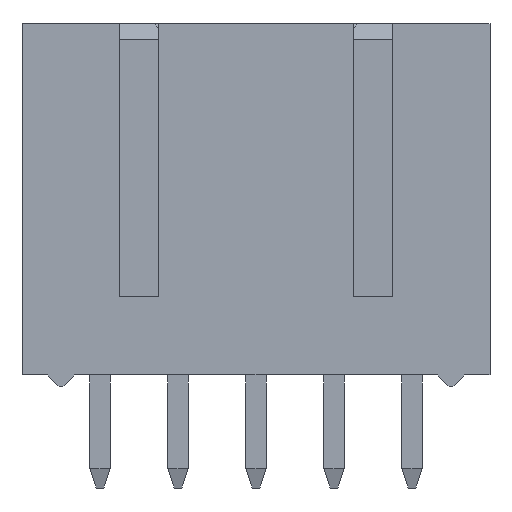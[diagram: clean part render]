
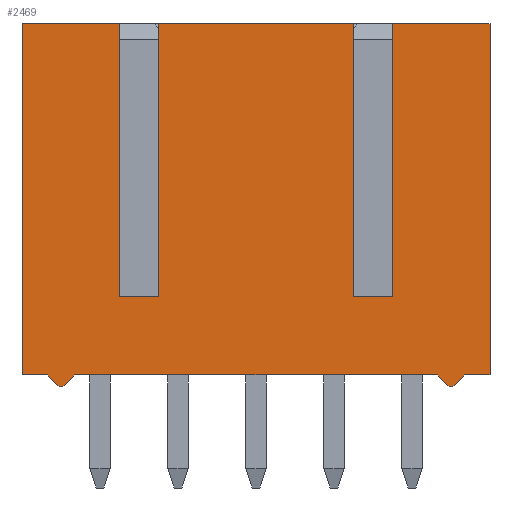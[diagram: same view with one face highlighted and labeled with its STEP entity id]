
A CAD part, front view. The second image highlights one B-rep face of the part: STEP entity #2469.
In plain terms, the highlighted planar face has unit normal (0, -1, 0).
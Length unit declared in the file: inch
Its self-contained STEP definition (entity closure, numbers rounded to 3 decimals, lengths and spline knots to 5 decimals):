
#5=DIRECTION('',(0.,0.,-1.));
#6=VECTOR('',#5,0.45);
#7=CARTESIAN_POINT('',(-0.3,-0.1,0.15));
#8=LINE('',#7,#6);
#445=DIRECTION('',(1.,0.,0.));
#446=VECTOR('',#445,0.0325);
#447=CARTESIAN_POINT('',(-0.3,-0.1,-0.3));
#448=LINE('',#447,#446);
#453=DIRECTION('',(1.,0.,0.));
#454=VECTOR('',#453,0.465);
#455=CARTESIAN_POINT('',(-0.2325,-0.1,-0.3));
#456=LINE('',#455,#454);
#465=DIRECTION('',(1.,0.,0.));
#466=VECTOR('',#465,0.0325);
#467=CARTESIAN_POINT('',(0.2675,-0.1,-0.3));
#468=LINE('',#467,#466);
#553=DIRECTION('',(-1.,0.,0.));
#554=VECTOR('',#553,0.05);
#555=CARTESIAN_POINT('',(-0.125,-0.1,-0.2));
#556=LINE('',#555,#554);
#557=DIRECTION('',(0.,0.,-1.));
#558=VECTOR('',#557,0.35);
#559=CARTESIAN_POINT('',(-0.125,-0.1,0.15));
#560=LINE('',#559,#558);
#561=DIRECTION('',(1.,0.,0.));
#562=VECTOR('',#561,0.25);
#563=CARTESIAN_POINT('',(-0.125,-0.1,0.15));
#564=LINE('',#563,#562);
#565=DIRECTION('',(0.,0.,-1.));
#566=VECTOR('',#565,0.35);
#567=CARTESIAN_POINT('',(0.125,-0.1,0.15));
#568=LINE('',#567,#566);
#569=DIRECTION('',(1.,0.,0.));
#570=VECTOR('',#569,0.05);
#571=CARTESIAN_POINT('',(0.125,-0.1,-0.2));
#572=LINE('',#571,#570);
#573=DIRECTION('',(0.,0.,-1.));
#574=VECTOR('',#573,0.35);
#575=CARTESIAN_POINT('',(0.175,-0.1,0.15));
#576=LINE('',#575,#574);
#577=DIRECTION('',(1.,0.,0.));
#578=VECTOR('',#577,0.125);
#579=CARTESIAN_POINT('',(0.175,-0.1,0.15));
#580=LINE('',#579,#578);
#581=DIRECTION('',(-0.707,0.,-0.707));
#582=VECTOR('',#581,0.02121);
#583=CARTESIAN_POINT('',(0.2675,-0.1,-0.3));
#584=LINE('',#583,#582);
#585=DIRECTION('',(-1.,0.,0.));
#586=VECTOR('',#585,0.005);
#587=CARTESIAN_POINT('',(0.2525,-0.1,-0.315));
#588=LINE('',#587,#586);
#589=DIRECTION('',(-0.707,0.,0.707));
#590=VECTOR('',#589,0.02121);
#591=CARTESIAN_POINT('',(0.2475,-0.1,-0.315));
#592=LINE('',#591,#590);
#593=DIRECTION('',(-0.707,0.,-0.707));
#594=VECTOR('',#593,0.02121);
#595=CARTESIAN_POINT('',(-0.2325,-0.1,-0.3));
#596=LINE('',#595,#594);
#597=DIRECTION('',(-1.,0.,0.));
#598=VECTOR('',#597,0.005);
#599=CARTESIAN_POINT('',(-0.2475,-0.1,-0.315));
#600=LINE('',#599,#598);
#601=DIRECTION('',(-0.707,0.,0.707));
#602=VECTOR('',#601,0.02121);
#603=CARTESIAN_POINT('',(-0.2525,-0.1,-0.315));
#604=LINE('',#603,#602);
#605=DIRECTION('',(1.,0.,0.));
#606=VECTOR('',#605,0.125);
#607=CARTESIAN_POINT('',(-0.3,-0.1,0.15));
#608=LINE('',#607,#606);
#609=DIRECTION('',(0.,0.,-1.));
#610=VECTOR('',#609,0.35);
#611=CARTESIAN_POINT('',(-0.175,-0.1,0.15));
#612=LINE('',#611,#610);
#853=DIRECTION('',(0.,0.,-1.));
#854=VECTOR('',#853,0.45);
#855=CARTESIAN_POINT('',(0.3,-0.1,0.15));
#856=LINE('',#855,#854);
#1397=CARTESIAN_POINT('',(-0.3,-0.1,0.15));
#1398=CARTESIAN_POINT('',(-0.3,-0.1,-0.3));
#1399=VERTEX_POINT('',#1397);
#1400=VERTEX_POINT('',#1398);
#1403=CARTESIAN_POINT('',(0.3,-0.1,0.15));
#1404=CARTESIAN_POINT('',(0.3,-0.1,-0.3));
#1405=VERTEX_POINT('',#1403);
#1406=VERTEX_POINT('',#1404);
#1485=CARTESIAN_POINT('',(-0.2475,-0.1,-0.315));
#1486=CARTESIAN_POINT('',(-0.2525,-0.1,-0.315));
#1487=VERTEX_POINT('',#1485);
#1488=VERTEX_POINT('',#1486);
#1489=CARTESIAN_POINT('',(0.2525,-0.1,-0.315));
#1490=CARTESIAN_POINT('',(0.2475,-0.1,-0.315));
#1491=VERTEX_POINT('',#1489);
#1492=VERTEX_POINT('',#1490);
#1493=CARTESIAN_POINT('',(-0.2675,-0.1,-0.3));
#1495=VERTEX_POINT('',#1493);
#1497=CARTESIAN_POINT('',(-0.2325,-0.1,-0.3));
#1499=VERTEX_POINT('',#1497);
#1501=CARTESIAN_POINT('',(0.2325,-0.1,-0.3));
#1503=VERTEX_POINT('',#1501);
#1505=CARTESIAN_POINT('',(0.2675,-0.1,-0.3));
#1507=VERTEX_POINT('',#1505);
#1585=CARTESIAN_POINT('',(0.125,-0.1,-0.2));
#1586=CARTESIAN_POINT('',(0.175,-0.1,-0.2));
#1587=VERTEX_POINT('',#1585);
#1588=VERTEX_POINT('',#1586);
#1589=CARTESIAN_POINT('',(0.125,-0.1,0.15));
#1590=VERTEX_POINT('',#1589);
#1591=CARTESIAN_POINT('',(0.175,-0.1,0.15));
#1592=VERTEX_POINT('',#1591);
#1618=CARTESIAN_POINT('',(-0.125,-0.1,-0.2));
#1620=VERTEX_POINT('',#1618);
#1621=CARTESIAN_POINT('',(-0.175,-0.1,-0.2));
#1623=VERTEX_POINT('',#1621);
#1625=CARTESIAN_POINT('',(-0.125,-0.1,0.15));
#1626=VERTEX_POINT('',#1625);
#1627=CARTESIAN_POINT('',(-0.175,-0.1,0.15));
#1628=VERTEX_POINT('',#1627);
#2433=CARTESIAN_POINT('',(-0.3,-0.1,0.15));
#2434=DIRECTION('',(0.,-1.,0.));
#2435=DIRECTION('',(0.,0.,-1.));
#2436=AXIS2_PLACEMENT_3D('',#2433,#2434,#2435);
#2437=PLANE('',#2436);
#2438=ORIENTED_EDGE('',*,*,#2009,.F.);
#2439=ORIENTED_EDGE('',*,*,#1996,.F.);
#2440=ORIENTED_EDGE('',*,*,#1928,.T.);
#2442=ORIENTED_EDGE('',*,*,#2441,.T.);
#2443=ORIENTED_EDGE('',*,*,#2032,.T.);
#2445=ORIENTED_EDGE('',*,*,#2444,.F.);
#2446=ORIENTED_EDGE('',*,*,#1944,.T.);
#2448=ORIENTED_EDGE('',*,*,#2447,.T.);
#2449=ORIENTED_EDGE('',*,*,#2411,.F.);
#2451=ORIENTED_EDGE('',*,*,#2450,.T.);
#2453=ORIENTED_EDGE('',*,*,#2452,.T.);
#2455=ORIENTED_EDGE('',*,*,#2454,.T.);
#2456=ORIENTED_EDGE('',*,*,#2350,.F.);
#2458=ORIENTED_EDGE('',*,*,#2457,.T.);
#2460=ORIENTED_EDGE('',*,*,#2459,.T.);
#2461=ORIENTED_EDGE('',*,*,#2425,.T.);
#2462=ORIENTED_EDGE('',*,*,#2338,.F.);
#2463=ORIENTED_EDGE('',*,*,#1838,.F.);
#2464=ORIENTED_EDGE('',*,*,#1968,.T.);
#2466=ORIENTED_EDGE('',*,*,#2465,.T.);
#2467=EDGE_LOOP('',(#2438,#2439,#2440,#2442,#2443,#2445,#2446,#2448,#2449,#2451,
#2453,#2455,#2456,#2458,#2460,#2461,#2462,#2463,#2464,#2466));
#2468=FACE_OUTER_BOUND('',#2467,.F.);
#2469=ADVANCED_FACE('',(#2468),#2437,.T.);
#1838=EDGE_CURVE('',#1399,#1400,#8,.T.);
#1928=EDGE_CURVE('',#1626,#1590,#564,.T.);
#1944=EDGE_CURVE('',#1592,#1405,#580,.T.);
#1968=EDGE_CURVE('',#1399,#1628,#608,.T.);
#1996=EDGE_CURVE('',#1626,#1620,#560,.T.);
#2009=EDGE_CURVE('',#1620,#1623,#556,.T.);
#2032=EDGE_CURVE('',#1587,#1588,#572,.T.);
#2338=EDGE_CURVE('',#1400,#1495,#448,.T.);
#2350=EDGE_CURVE('',#1499,#1503,#456,.T.);
#2411=EDGE_CURVE('',#1507,#1406,#468,.T.);
#2425=EDGE_CURVE('',#1488,#1495,#604,.T.);
#2441=EDGE_CURVE('',#1590,#1587,#568,.T.);
#2444=EDGE_CURVE('',#1592,#1588,#576,.T.);
#2447=EDGE_CURVE('',#1405,#1406,#856,.T.);
#2450=EDGE_CURVE('',#1507,#1491,#584,.T.);
#2452=EDGE_CURVE('',#1491,#1492,#588,.T.);
#2454=EDGE_CURVE('',#1492,#1503,#592,.T.);
#2457=EDGE_CURVE('',#1499,#1487,#596,.T.);
#2459=EDGE_CURVE('',#1487,#1488,#600,.T.);
#2465=EDGE_CURVE('',#1628,#1623,#612,.T.);
